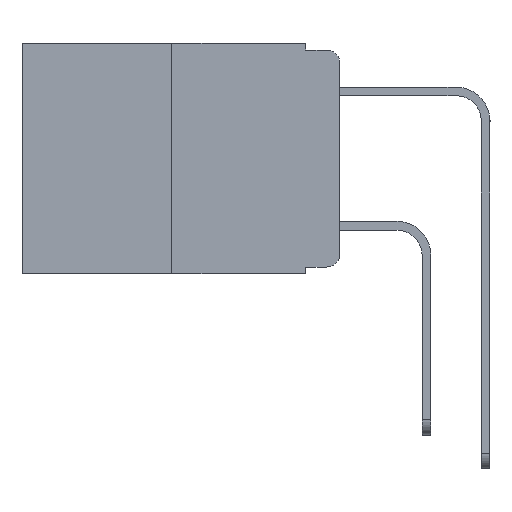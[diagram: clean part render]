
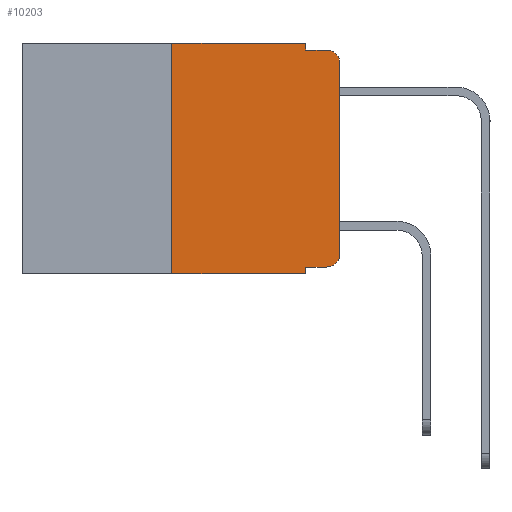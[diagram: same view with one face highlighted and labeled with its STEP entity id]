
A CAD part, left-side view. The second image highlights one B-rep face of the part: STEP entity #10203.
In plain terms, the highlighted planar face has unit normal (-1, 0, 0).
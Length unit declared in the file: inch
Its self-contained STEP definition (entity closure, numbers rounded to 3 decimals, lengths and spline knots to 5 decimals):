
#456 = DIRECTION ( 'NONE',  ( 0., 0., 1. ) ) ;
#586 = VECTOR ( 'NONE', #18230, 39.37008 ) ;
#1533 = FACE_OUTER_BOUND ( 'NONE', #20622, .T. ) ;
#1800 = EDGE_CURVE ( 'NONE', #6172, #4732, #10370, .T. ) ;
#1953 = CARTESIAN_POINT ( 'NONE',  ( 0., 0.051, 0. ) ) ;
#2009 = ORIENTED_EDGE ( 'NONE', *, *, #1800, .T. ) ;
#2240 = CARTESIAN_POINT ( 'NONE',  ( 0., 0., -0.313 ) ) ;
#2318 = CARTESIAN_POINT ( 'NONE',  ( 0., 0.051, -0.343 ) ) ;
#2818 = ORIENTED_EDGE ( 'NONE', *, *, #11590, .F. ) ;
#2996 = EDGE_CURVE ( 'NONE', #16309, #6172, #9587, .T. ) ;
#3353 = VECTOR ( 'NONE', #456, 39.37008 ) ;
#3651 = ORIENTED_EDGE ( 'NONE', *, *, #19058, .F. ) ;
#4000 = CARTESIAN_POINT ( 'NONE',  ( 0., 0.051, 0. ) ) ;
#4113 = CARTESIAN_POINT ( 'NONE',  ( 0., 0.25, 0. ) ) ;
#4515 = EDGE_CURVE ( 'NONE', #9299, #14255, #16155, .T. ) ;
#4732 = VERTEX_POINT ( 'NONE', #2240 ) ;
#4780 = DIRECTION ( 'NONE',  ( 0., -1., 0. ) ) ;
#4861 = CARTESIAN_POINT ( 'NONE',  ( 0., 0.051, -0.333 ) ) ;
#5650 = ORIENTED_EDGE ( 'NONE', *, *, #10347, .F. ) ;
#5769 = DIRECTION ( 'NONE',  ( 0., -1., 0. ) ) ;
#5823 = LINE ( 'NONE', #17139, #10136 ) ;
#6023 = VECTOR ( 'NONE', #19816, 39.37008 ) ;
#6172 = VERTEX_POINT ( 'NONE', #6314 ) ;
#6314 = CARTESIAN_POINT ( 'NONE',  ( 0., 0.02, -0.333 ) ) ;
#6613 = DIRECTION ( 'NONE',  ( 0., 0., 1. ) ) ;
#6642 = EDGE_CURVE ( 'NONE', #16309, #14255, #15537, .T. ) ;
#6855 = LINE ( 'NONE', #18189, #20802 ) ;
#6859 = VERTEX_POINT ( 'NONE', #8314 ) ;
#7005 = DIRECTION ( 'NONE',  ( 1., 0., 0. ) ) ;
#7255 = CARTESIAN_POINT ( 'NONE',  ( 0., 0.051, -0.333 ) ) ;
#7621 = CARTESIAN_POINT ( 'NONE',  ( 0., 0., -0.03 ) ) ;
#7677 = CARTESIAN_POINT ( 'NONE',  ( 0., 0.25, 0. ) ) ;
#7898 = EDGE_CURVE ( 'NONE', #9299, #15349, #8215, .T. ) ;
#8215 = LINE ( 'NONE', #7677, #3353 ) ;
#8314 = CARTESIAN_POINT ( 'NONE',  ( 0., 0.051, -0.01 ) ) ;
#8324 = VERTEX_POINT ( 'NONE', #15946 ) ;
#8406 = CARTESIAN_POINT ( 'NONE',  ( 0., 0., 0. ) ) ;
#8865 = DIRECTION ( 'NONE',  ( -1., 0., 0. ) ) ;
#9108 = ORIENTED_EDGE ( 'NONE', *, *, #15118, .T. ) ;
#9299 = VERTEX_POINT ( 'NONE', #13712 ) ;
#9423 = ORIENTED_EDGE ( 'NONE', *, *, #4515, .T. ) ;
#9587 = LINE ( 'NONE', #4861, #22749 ) ;
#10136 = VECTOR ( 'NONE', #13758, 39.37008 ) ;
#10203 = ADVANCED_FACE ( 'NONE', ( #1533 ), #12465, .F. ) ;
#10234 = ORIENTED_EDGE ( 'NONE', *, *, #12771, .T. ) ;
#10347 = EDGE_CURVE ( 'NONE', #14935, #6859, #21128, .T. ) ;
#10370 = CIRCLE ( 'NONE', #20219, 0.02 ) ;
#10826 = ORIENTED_EDGE ( 'NONE', *, *, #7898, .F. ) ;
#11109 = DIRECTION ( 'NONE',  ( 0., 0., -1. ) ) ;
#11131 = ORIENTED_EDGE ( 'NONE', *, *, #2996, .T. ) ;
#11590 = EDGE_CURVE ( 'NONE', #6859, #8324, #6855, .T. ) ;
#12097 = VECTOR ( 'NONE', #11109, 39.37008 ) ;
#12465 = PLANE ( 'NONE',  #13700 ) ;
#12634 = LINE ( 'NONE', #8406, #16698 ) ;
#12771 = EDGE_CURVE ( 'NONE', #20890, #8324, #15702, .T. ) ;
#13700 = AXIS2_PLACEMENT_3D ( 'NONE', #15956, #7005, #19297 ) ;
#13712 = CARTESIAN_POINT ( 'NONE',  ( 0., 0.25, -0.343 ) ) ;
#13758 = DIRECTION ( 'NONE',  ( 0., -1., 0. ) ) ;
#14255 = VERTEX_POINT ( 'NONE', #2318 ) ;
#14935 = VERTEX_POINT ( 'NONE', #16717 ) ;
#15118 = EDGE_CURVE ( 'NONE', #4732, #20890, #12634, .T. ) ;
#15349 = VERTEX_POINT ( 'NONE', #4113 ) ;
#15537 = LINE ( 'NONE', #4000, #586 ) ;
#15702 = CIRCLE ( 'NONE', #16786, 0.02 ) ;
#15946 = CARTESIAN_POINT ( 'NONE',  ( 0., 0.02, -0.01 ) ) ;
#15956 = CARTESIAN_POINT ( 'NONE',  ( 0., 0.473, 0. ) ) ;
#16155 = LINE ( 'NONE', #21155, #6023 ) ;
#16309 = VERTEX_POINT ( 'NONE', #7255 ) ;
#16698 = VECTOR ( 'NONE', #6613, 39.37008 ) ;
#16717 = CARTESIAN_POINT ( 'NONE',  ( 0., 0.051, 0. ) ) ;
#16786 = AXIS2_PLACEMENT_3D ( 'NONE', #19284, #8865, #20976 ) ;
#17139 = CARTESIAN_POINT ( 'NONE',  ( 0., 0.473, 0. ) ) ;
#18189 = CARTESIAN_POINT ( 'NONE',  ( 0., 0.051, -0.01 ) ) ;
#18230 = DIRECTION ( 'NONE',  ( 0., 0., -1. ) ) ;
#19058 = EDGE_CURVE ( 'NONE', #15349, #14935, #5823, .T. ) ;
#19284 = CARTESIAN_POINT ( 'NONE',  ( 0., 0.02, -0.03 ) ) ;
#19297 = DIRECTION ( 'NONE',  ( 0., 0., -1. ) ) ;
#19710 = ORIENTED_EDGE ( 'NONE', *, *, #6642, .F. ) ;
#19816 = DIRECTION ( 'NONE',  ( 0., -1., 0. ) ) ;
#20044 = DIRECTION ( 'NONE',  ( -1., 0., 0. ) ) ;
#20178 = DIRECTION ( 'NONE',  ( 0., 0., -1. ) ) ;
#20219 = AXIS2_PLACEMENT_3D ( 'NONE', #20336, #20044, #20178 ) ;
#20336 = CARTESIAN_POINT ( 'NONE',  ( 0., 0.02, -0.313 ) ) ;
#20622 = EDGE_LOOP ( 'NONE', ( #9108, #10234, #2818, #5650, #3651, #10826, #9423, #19710, #11131, #2009 ) ) ;
#20802 = VECTOR ( 'NONE', #5769, 39.37008 ) ;
#20890 = VERTEX_POINT ( 'NONE', #7621 ) ;
#20976 = DIRECTION ( 'NONE',  ( 0., 0., -1. ) ) ;
#21128 = LINE ( 'NONE', #1953, #12097 ) ;
#21155 = CARTESIAN_POINT ( 'NONE',  ( 0., 0.473, -0.343 ) ) ;
#22749 = VECTOR ( 'NONE', #4780, 39.37008 ) ;
